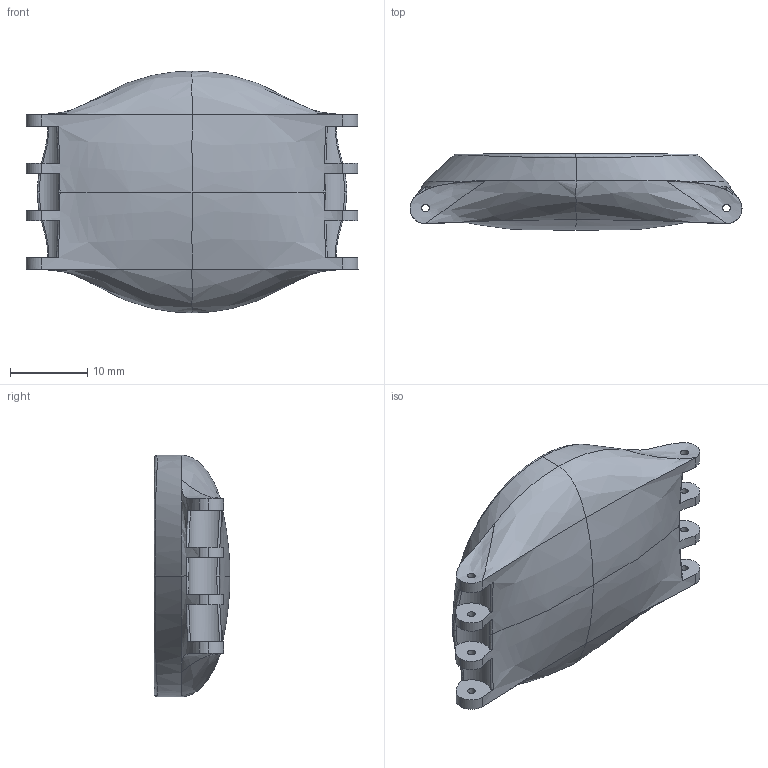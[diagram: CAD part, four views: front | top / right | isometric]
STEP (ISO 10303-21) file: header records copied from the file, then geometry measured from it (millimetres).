
FILE_DESCRIPTION (( 'STEP AP203' ), '1' );
FILE_NAME ('Wristband_connection_09.STEP', '2017-02-15T13:09:38', ( '' ), ( '' ), 'SwSTEP 2.0', 'SolidWorks 2014', '' );
FILE_SCHEMA (( 'CONFIG_CONTROL_DESIGN' ));
Length unit declared in the file: millimetre
Products named in the file (1): Wristband_connection_09
Bounding box: 43 x 9.84 x 31.3 mm (x, y, z)
Volume: 4021.1 mm3; surface area: 3661.6 mm2
Topology: 1 solids, 1 shells, 135 faces, 363 edges, 234 vertices
Faces by surface type: cylinder 58, bspline 52, plane 23, torus 2
Entity records: 7255 total; most frequent: CARTESIAN_POINT 4224, ORIENTED_EDGE 718, DIRECTION 460, EDGE_CURVE 359, VERTEX_POINT 234, AXIS2_PLACEMENT_3D 196, B_SPLINE_CURVE_WITH_KNOTS 179, EDGE_LOOP 159
